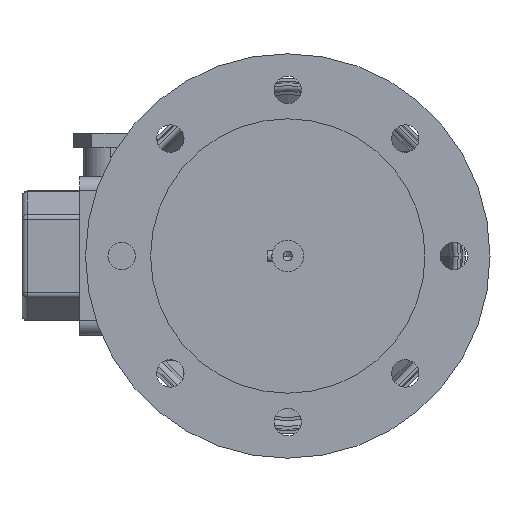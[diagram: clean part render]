
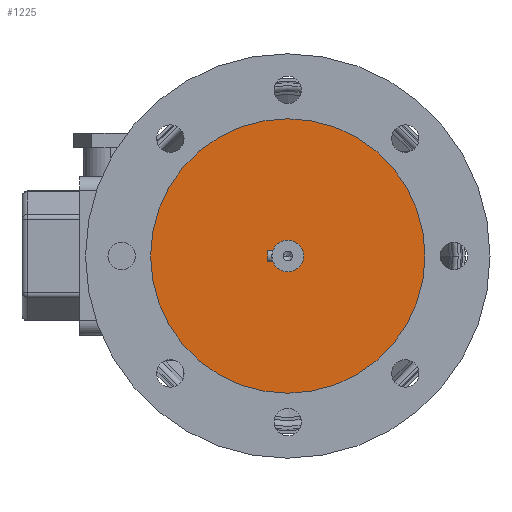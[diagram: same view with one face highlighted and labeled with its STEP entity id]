
A CAD part, left-side view. The second image highlights one B-rep face of the part: STEP entity #1225.
In plain terms, the highlighted face is planar.
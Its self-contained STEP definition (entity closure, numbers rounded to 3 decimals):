
#1126 = VERTEX_POINT ( 'NONE', #5128 ) ;
#1127 = VERTEX_POINT ( 'NONE', #5127 ) ;
#1130 = EDGE_CURVE ( 'NONE', #1127, #1126, #5126, .T. ) ;
#1135 = EDGE_CURVE ( 'NONE', #1136, #1148, #5109, .T. ) ;
#1136 = VERTEX_POINT ( 'NONE', #5177 ) ;
#1148 = VERTEX_POINT ( 'NONE', #5151 ) ;
#1214 = ORIENTED_EDGE ( 'NONE', *, *, #1135, .T. ) ;
#1215 = ORIENTED_EDGE ( 'NONE', *, *, #1216, .T. ) ;
#1216 = EDGE_CURVE ( 'NONE', #1148, #1136, #5321, .T. ) ;
#1225 = ADVANCED_FACE ( 'NONE', ( #5379, #5378 ), #5377, .F. ) ;
#1226 = EDGE_LOOP ( 'NONE', ( #1289, #1227 ) ) ;
#1227 = ORIENTED_EDGE ( 'NONE', *, *, #1234, .F. ) ;
#1228 = EDGE_LOOP ( 'NONE', ( #1214, #1215 ) ) ;
#1234 = EDGE_CURVE ( 'NONE', #1126, #1127, #5348, .T. ) ;
#1289 = ORIENTED_EDGE ( 'NONE', *, *, #1130, .F. ) ;
#5109 = CIRCLE ( 'NONE', #5181, 47.5 ) ;
#5122 = DIRECTION ( 'NONE',  ( 0., 0., 1. ) ) ;
#5123 = DIRECTION ( 'NONE',  ( 0., 1., 0. ) ) ;
#5124 = CARTESIAN_POINT ( 'NONE',  ( 0., 23., 0. ) ) ;
#5125 = AXIS2_PLACEMENT_3D ( 'NONE', #5124, #5123, #5122 ) ;
#5126 = CIRCLE ( 'NONE', #5125, 5.5 ) ;
#5127 = CARTESIAN_POINT ( 'NONE',  ( 0., 23., 5.5 ) ) ;
#5128 = CARTESIAN_POINT ( 'NONE',  ( 0., 23., -5.5 ) ) ;
#5151 = CARTESIAN_POINT ( 'NONE',  ( 0., 23., -47.5 ) ) ;
#5177 = CARTESIAN_POINT ( 'NONE',  ( 0., 23., 47.5 ) ) ;
#5178 = DIRECTION ( 'NONE',  ( 0., 0., 1. ) ) ;
#5179 = DIRECTION ( 'NONE',  ( 0., 1., 0. ) ) ;
#5180 = CARTESIAN_POINT ( 'NONE',  ( 0., 23., 0. ) ) ;
#5181 = AXIS2_PLACEMENT_3D ( 'NONE', #5180, #5179, #5178 ) ;
#5317 = DIRECTION ( 'NONE',  ( 0., 0., 1. ) ) ;
#5318 = DIRECTION ( 'NONE',  ( 0., 1., 0. ) ) ;
#5319 = CARTESIAN_POINT ( 'NONE',  ( 0., 23., 0. ) ) ;
#5320 = AXIS2_PLACEMENT_3D ( 'NONE', #5319, #5318, #5317 ) ;
#5321 = CIRCLE ( 'NONE', #5320, 47.5 ) ;
#5348 = CIRCLE ( 'NONE', #5369, 5.5 ) ;
#5367 = DIRECTION ( 'NONE',  ( 0., 0., 1. ) ) ;
#5368 = DIRECTION ( 'NONE',  ( 0., 1., 0. ) ) ;
#5369 = AXIS2_PLACEMENT_3D ( 'NONE', #5370, #5368, #5367 ) ;
#5370 = CARTESIAN_POINT ( 'NONE',  ( 0., 23., 0. ) ) ;
#5372 = DIRECTION ( 'NONE',  ( 0., 0., -1. ) ) ;
#5373 = DIRECTION ( 'NONE',  ( 0., -1., 0. ) ) ;
#5374 = CARTESIAN_POINT ( 'NONE',  ( 0., 23., -5.5 ) ) ;
#5375 = AXIS2_PLACEMENT_3D ( 'NONE', #5374, #5373, #5372 ) ;
#5377 = PLANE ( 'NONE',  #5375 ) ;
#5378 = FACE_OUTER_BOUND ( 'NONE', #1228, .T. ) ;
#5379 = FACE_BOUND ( 'NONE', #1226, .T. ) ;
